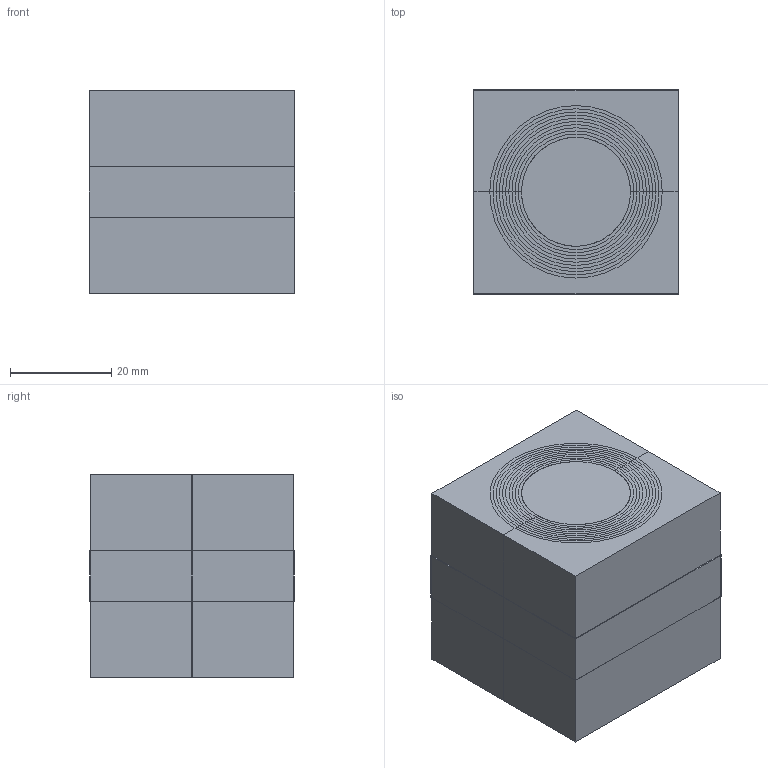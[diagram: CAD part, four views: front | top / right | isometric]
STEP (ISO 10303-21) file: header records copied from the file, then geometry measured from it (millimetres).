
FILE_DESCRIPTION(/* description */ (''),/* implementation_level */ '2;1');
FILE_NAME(/* name */ 'CX 40.stp',/* time_stamp */ '2025-05-30T13:20:05+02:00',/* author */ ('se-marfre'),/* organization */ (''),/* preprocessor_version */ 'ST-DEVELOPER v19.2',/* originating_system */ 'Autodesk Inventor 2023',/* authorisation */ '');
FILE_SCHEMA (('CONFIG_CONTROL_DESIGN'));
Length unit declared in the file: millimetre
Products named in the file (1): CX 40
Bounding box: 40.6 x 40.3 x 40 mm (x, y, z)
Volume: 64721.8 mm3; surface area: 28379 mm2
Topology: 7 solids, 7 shells, 123 faces, 255 edges, 146 vertices
Faces by surface type: plane 116, cylinder 7
Full cylindrical faces by diameter (mm): 21.5 x1
Entity records: 3339 total; most frequent: DIRECTION 553, CARTESIAN_POINT 525, ORIENTED_EDGE 510, EDGE_CURVE 255, LINE 205, VECTOR 205, AXIS2_PLACEMENT_3D 174, VERTEX_POINT 146
